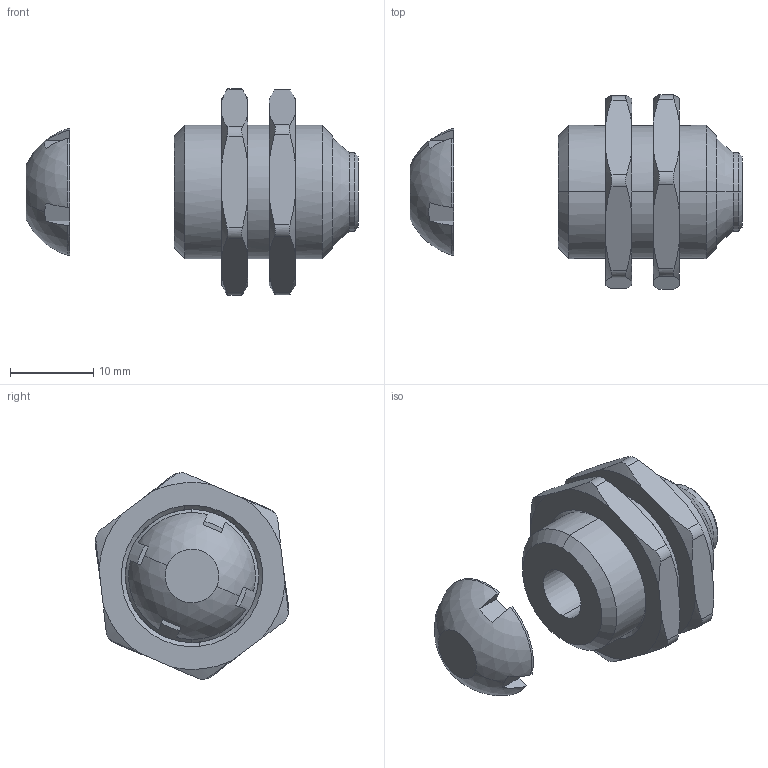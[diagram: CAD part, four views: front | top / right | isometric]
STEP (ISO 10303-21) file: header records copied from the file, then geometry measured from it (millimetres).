
FILE_DESCRIPTION((''),'2;1');
FILE_NAME('CAD-8049_ASM','2021-11-09T11:57:09',('creinig-se'),(''),'CREO PARAMETRIC BY PTC INC, 2019292','CREO PARAMETRIC BY PTC INC, 2019292','');
FILE_SCHEMA(('CONFIG_CONTROL_DESIGN','SHAPE_APPEARANCE_LAYERS_GROUPS'));
Length unit declared in the file: millimetre
Products named in the file (3): CAD-8049_EN-08; CAD-8049_SW0001; CAD-8049_ASM
Assembly tree (2 placements, depth 2):
  CAD-8049_ASM
    CAD-8049_EN-08
    CAD-8049_SW0001
Bounding box: 39.89 x 23.31 x 24.8 mm (x, y, z)
Volume: 5075.8 mm3; surface area: 3412.6 mm2
Topology: 2 solids, 2 shells, 104 faces, 278 edges, 184 vertices
Faces by surface type: cone 40, plane 34, cylinder 28, sphere 2
Entity records: 4923 total; most frequent: CARTESIAN_POINT 945, ORIENTED_EDGE 556, DIRECTION 522, PRESENTATION_STYLE_ASSIGNMENT 344, STYLED_ITEM 284, CURVE_STYLE 278, EDGE_CURVE 278, AXIS2_PLACEMENT_3D 209
